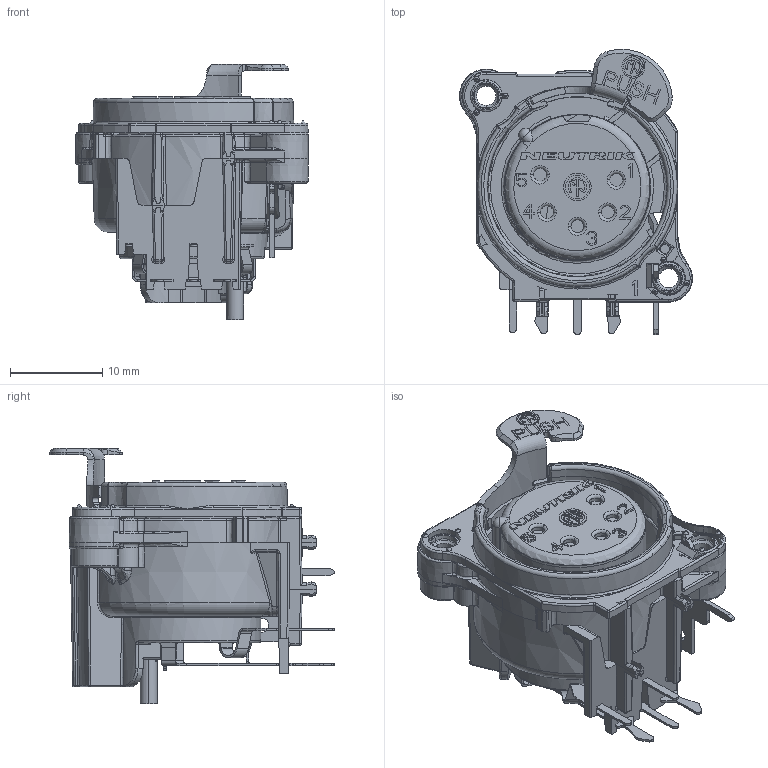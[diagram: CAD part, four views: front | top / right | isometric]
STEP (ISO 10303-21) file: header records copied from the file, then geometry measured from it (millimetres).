
FILE_DESCRIPTION((''),'2;1');
FILE_NAME('30011653','2024-07-23T13:56:43',('SYSTEM'),(''),'CREO PARAMETRIC BY PTC INC, 2023424','CREO PARAMETRIC BY PTC INC, 2023424','');
FILE_SCHEMA(('CONFIG_CONTROL_DESIGN'));
Products named in the file (1): 30011653
Bounding box: 25.3 x 30.94 x 27.68 mm (x, y, z)
Volume: 0.2 mm3; surface area: 5713.1 mm2
Topology: 5 solids, 6 shells, 2441 faces, 6475 edges, 4008 vertices
Faces by surface type: plane 1096, cylinder 529, bspline 384, torus 193, cone 129, sphere 94, extrusion 16
Entity records: 90234 total; most frequent: CARTESIAN_POINT 32810, ORIENTED_EDGE 12940, DIRECTION 10830, EDGE_CURVE 6470, VERTEX_POINT 4004, AXIS2_PLACEMENT_3D 3716, VECTOR 3398, LINE 3382
